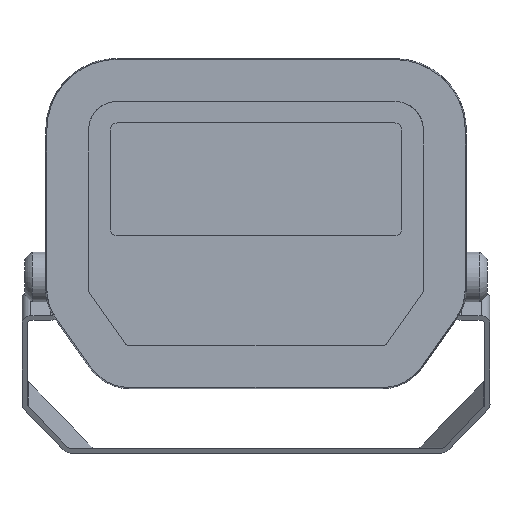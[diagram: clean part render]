
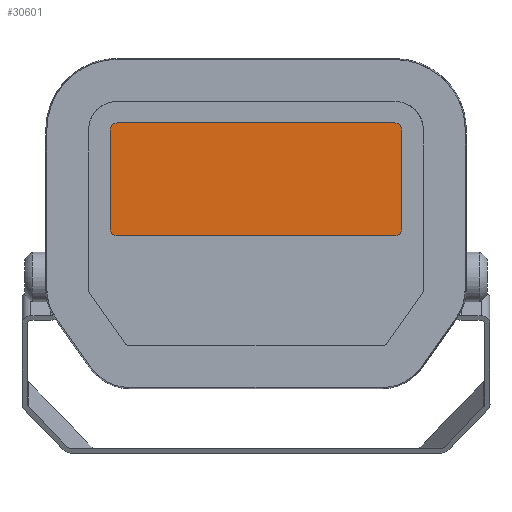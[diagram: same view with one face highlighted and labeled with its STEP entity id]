
A CAD part, top view. The second image highlights one B-rep face of the part: STEP entity #30601.
In plain terms, the highlighted face is planar.
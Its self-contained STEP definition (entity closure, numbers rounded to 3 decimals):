
#369 = PLANE ( 'NONE',  #28007 ) ;
#463 = VECTOR ( 'NONE', #21879, 1000. ) ;
#1040 = ORIENTED_EDGE ( 'NONE', *, *, #14626, .T. ) ;
#1489 = DIRECTION ( 'NONE',  ( -1., 0., 0. ) ) ;
#1820 = VECTOR ( 'NONE', #23327, 1000. ) ;
#1929 = DIRECTION ( 'NONE',  ( 0., 1., 0. ) ) ;
#1952 = CIRCLE ( 'NONE', #11961, 2. ) ;
#1990 = DIRECTION ( 'NONE',  ( -1., 0., 0. ) ) ;
#2372 = EDGE_CURVE ( 'NONE', #16486, #27031, #8445, .T. ) ;
#2560 = CARTESIAN_POINT ( 'NONE',  ( 40.8, 50.68, 62.812 ) ) ;
#2580 = CARTESIAN_POINT ( 'NONE',  ( 40.8, 50.68, 62.812 ) ) ;
#3339 = CARTESIAN_POINT ( 'NONE',  ( -38.8, 50.68, 62.812 ) ) ;
#3385 = LINE ( 'NONE', #15040, #29596 ) ;
#4651 = DIRECTION ( 'NONE',  ( 0., 1., 0. ) ) ;
#4839 = CARTESIAN_POINT ( 'NONE',  ( 40.8, 50.68, 90.412 ) ) ;
#6017 = LINE ( 'NONE', #9010, #1820 ) ;
#6229 = DIRECTION ( 'NONE',  ( 0., 1., 0. ) ) ;
#6888 = CIRCLE ( 'NONE', #17461, 2. ) ;
#7031 = VERTEX_POINT ( 'NONE', #10706 ) ;
#7420 = AXIS2_PLACEMENT_3D ( 'NONE', #16098, #1929, #8975 ) ;
#7879 = CARTESIAN_POINT ( 'NONE',  ( -40.8, 50.68, 62.812 ) ) ;
#8043 = DIRECTION ( 'NONE',  ( 0., 0., 1. ) ) ;
#8443 = CARTESIAN_POINT ( 'NONE',  ( -38.8, 50.68, 90.412 ) ) ;
#8445 = CIRCLE ( 'NONE', #7420, 2. ) ;
#8610 = AXIS2_PLACEMENT_3D ( 'NONE', #23315, #11683, #1489 ) ;
#8630 = EDGE_CURVE ( 'NONE', #18449, #7031, #1952, .T. ) ;
#8975 = DIRECTION ( 'NONE',  ( -1., 0., 0. ) ) ;
#9010 = CARTESIAN_POINT ( 'NONE',  ( -38.8, 50.68, 92.412 ) ) ;
#9411 = VERTEX_POINT ( 'NONE', #11587 ) ;
#9991 = CARTESIAN_POINT ( 'NONE',  ( -38.8, 50.68, 92.412 ) ) ;
#10706 = CARTESIAN_POINT ( 'NONE',  ( -40.8, 50.68, 62.812 ) ) ;
#11397 = EDGE_CURVE ( 'NONE', #27031, #22256, #14527, .T. ) ;
#11587 = CARTESIAN_POINT ( 'NONE',  ( 38.8, 50.68, 60.812 ) ) ;
#11683 = DIRECTION ( 'NONE',  ( 0., 1., 0. ) ) ;
#11826 = FACE_OUTER_BOUND ( 'NONE', #17168, .T. ) ;
#11961 = AXIS2_PLACEMENT_3D ( 'NONE', #18684, #4651, #16929 ) ;
#12157 = EDGE_CURVE ( 'NONE', #9411, #18449, #3385, .T. ) ;
#14527 = LINE ( 'NONE', #2560, #463 ) ;
#14626 = EDGE_CURVE ( 'NONE', #22256, #9411, #18178, .T. ) ;
#14882 = CARTESIAN_POINT ( 'NONE',  ( -40.8, 50.68, 90.412 ) ) ;
#15040 = CARTESIAN_POINT ( 'NONE',  ( -38.8, 50.68, 60.812 ) ) ;
#15183 = ORIENTED_EDGE ( 'NONE', *, *, #8630, .T. ) ;
#16098 = CARTESIAN_POINT ( 'NONE',  ( 38.8, 50.68, 90.412 ) ) ;
#16315 = CARTESIAN_POINT ( 'NONE',  ( 38.8, 50.68, 92.412 ) ) ;
#16486 = VERTEX_POINT ( 'NONE', #16315 ) ;
#16929 = DIRECTION ( 'NONE',  ( -1., 0., 0. ) ) ;
#17168 = EDGE_LOOP ( 'NONE', ( #1040, #23346, #15183, #21311, #17405, #17828, #18816, #25826 ) ) ;
#17405 = ORIENTED_EDGE ( 'NONE', *, *, #30465, .T. ) ;
#17461 = AXIS2_PLACEMENT_3D ( 'NONE', #8443, #6229, #1990 ) ;
#17799 = DIRECTION ( 'NONE',  ( -1., 0., 0. ) ) ;
#17828 = ORIENTED_EDGE ( 'NONE', *, *, #28647, .T. ) ;
#17940 = DIRECTION ( 'NONE',  ( 0., 1., 0. ) ) ;
#18178 = CIRCLE ( 'NONE', #8610, 2. ) ;
#18449 = VERTEX_POINT ( 'NONE', #27397 ) ;
#18684 = CARTESIAN_POINT ( 'NONE',  ( -38.8, 50.68, 62.812 ) ) ;
#18816 = ORIENTED_EDGE ( 'NONE', *, *, #2372, .T. ) ;
#20957 = VERTEX_POINT ( 'NONE', #14882 ) ;
#21311 = ORIENTED_EDGE ( 'NONE', *, *, #25590, .T. ) ;
#21329 = VECTOR ( 'NONE', #8043, 1000. ) ;
#21746 = LINE ( 'NONE', #7879, #21329 ) ;
#21879 = DIRECTION ( 'NONE',  ( 0., 0., -1. ) ) ;
#22256 = VERTEX_POINT ( 'NONE', #2580 ) ;
#23315 = CARTESIAN_POINT ( 'NONE',  ( 38.8, 50.68, 62.812 ) ) ;
#23327 = DIRECTION ( 'NONE',  ( 1., 0., 0. ) ) ;
#23346 = ORIENTED_EDGE ( 'NONE', *, *, #12157, .T. ) ;
#24747 = VERTEX_POINT ( 'NONE', #9991 ) ;
#25590 = EDGE_CURVE ( 'NONE', #7031, #20957, #21746, .T. ) ;
#25826 = ORIENTED_EDGE ( 'NONE', *, *, #11397, .T. ) ;
#26978 = DIRECTION ( 'NONE',  ( -1., 0., 0. ) ) ;
#27031 = VERTEX_POINT ( 'NONE', #4839 ) ;
#27397 = CARTESIAN_POINT ( 'NONE',  ( -38.8, 50.68, 60.812 ) ) ;
#28007 = AXIS2_PLACEMENT_3D ( 'NONE', #3339, #17940, #17799 ) ;
#28647 = EDGE_CURVE ( 'NONE', #24747, #16486, #6017, .T. ) ;
#29596 = VECTOR ( 'NONE', #26978, 1000. ) ;
#30465 = EDGE_CURVE ( 'NONE', #20957, #24747, #6888, .T. ) ;
#30601 = ADVANCED_FACE ( 'NONE', ( #11826 ), #369, .T. ) ;
